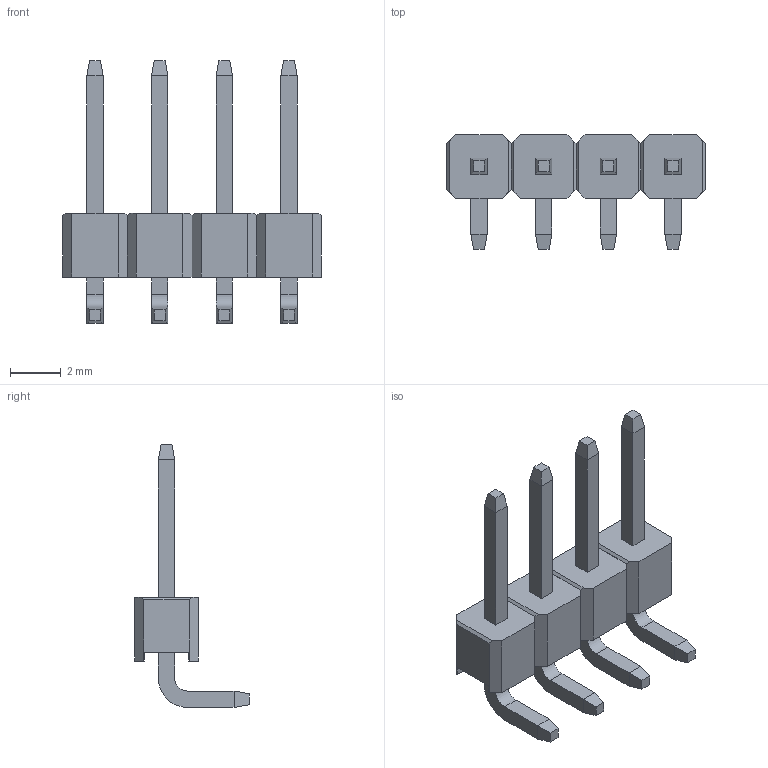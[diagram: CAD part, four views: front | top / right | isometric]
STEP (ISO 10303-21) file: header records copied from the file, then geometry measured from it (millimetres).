
FILE_DESCRIPTION (( 'STEP AP214' ), '1' );
FILE_NAME ('CircuitWorks-HEADER 2_54 HORIZONTAL 4X.STEP', '2018-12-17T03:36:28', ( '' ), ( '' ), 'SwSTEP 2.0', 'SolidWorks 2018', '' );
FILE_SCHEMA (( 'AUTOMOTIVE_DESIGN' ));
Length unit declared in the file: millimetre
Products named in the file (1): CircuitWorks-HEADER 2_54 HORIZONTAL 4X
Bounding box: 10.16 x 4.5 x 10.32 mm (x, y, z)
Volume: 72 mm3; surface area: 226.3 mm2
Topology: 1 solids, 1 shells, 131 faces, 325 edges, 204 vertices
Faces by surface type: plane 123, cylinder 8
Entity records: 4278 total; most frequent: CARTESIAN_POINT 661, ORIENTED_EDGE 650, DIRECTION 605, EDGE_CURVE 325, VECTOR 309, LINE 309, VERTEX_POINT 204, AXIS2_PLACEMENT_3D 148
